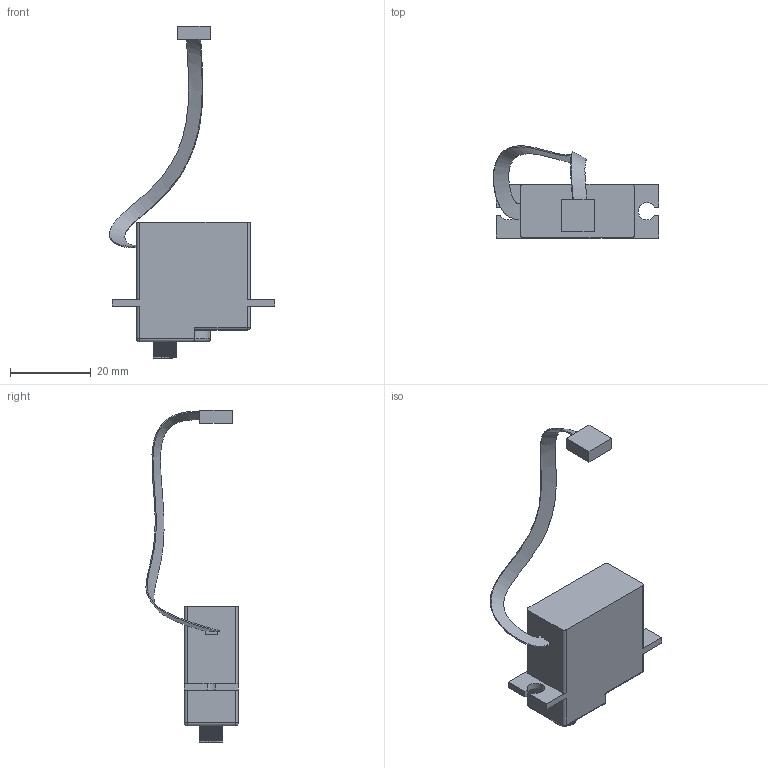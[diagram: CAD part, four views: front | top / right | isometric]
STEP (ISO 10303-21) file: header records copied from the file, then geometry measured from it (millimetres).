
FILE_DESCRIPTION(/* description */ (''),/* implementation_level */ '2;1');
FILE_NAME(/* name */ 'Steering_servo_16g_v5.step',/* time_stamp */ '2022-03-24T12:46:24+04:00',/* author */ (''),/* organization */ (''),/* preprocessor_version */ 'ST-DEVELOPER v18.1',/* originating_system */ 'Autodesk Translation Framework v10.13.0.1454',/* authorisation */ '');
FILE_SCHEMA (('AUTOMOTIVE_DESIGN { 1 0 10303 214 3 1 1 }'));
Length unit declared in the file: millimetre
Products named in the file (5): Steering servo 16g; Electro Wiring; Steering engine; Steering servo 16g_1; Pulley
Assembly tree (4 placements, depth 4):
  Steering servo 16g
    Electro Wiring
    Steering engine
      Steering servo 16g_1
        Pulley
Bounding box: 40.92 x 22.78 x 82.12 mm (x, y, z)
Volume: 11173 mm3; surface area: 4542 mm2
Topology: 4 solids, 4 shells, 164 faces, 446 edges, 292 vertices
Faces by surface type: plane 135, cylinder 20, bspline 4, sphere 4, torus 1
Full cylindrical faces by diameter (mm): 2.2 x1
Entity records: 5861 total; most frequent: CARTESIAN_POINT 1574, ORIENTED_EDGE 892, DIRECTION 815, EDGE_CURVE 446, LINE 403, VECTOR 403, VERTEX_POINT 292, AXIS2_PLACEMENT_3D 206
